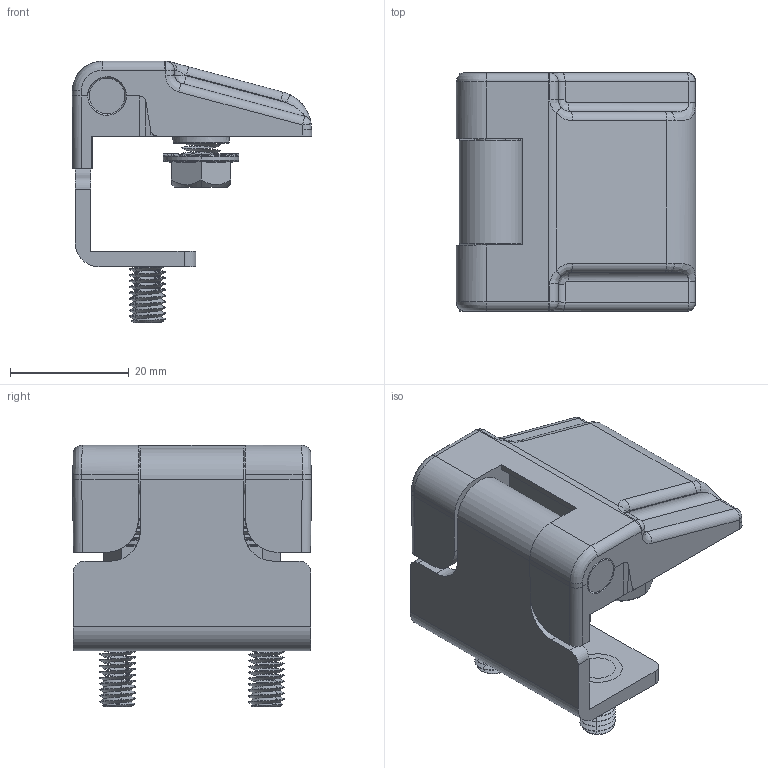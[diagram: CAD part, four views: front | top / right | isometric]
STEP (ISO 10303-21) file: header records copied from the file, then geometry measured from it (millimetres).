
FILE_DESCRIPTION (( 'STEP AP203' ), '1' );
FILE_NAME ('MK21.5.V1.22.STEP', '2022-06-14T04:25:48', ( '' ), ( '' ), 'SwSTEP 2.0', 'SolidWorks 2021', '' );
FILE_SCHEMA (( 'CONFIG_CONTROL_DESIGN' ));
Length unit declared in the file: millimetre
Products named in the file (1): MK21.5.V1.22
Bounding box: 40.26 x 40.2 x 43.96 mm (x, y, z)
Surface area: 12585.9 mm2 (no closed solid volume)
Topology: 0 solids, 54 shells, 549 faces, 1581 edges, 1047 vertices
Faces by surface type: plane 198, cylinder 165, bspline 144, cone 24, torus 12, sphere 6
Entity records: 43021 total; most frequent: CARTESIAN_POINT 30745, ORIENTED_EDGE 2622, DIRECTION 2042, EDGE_CURVE 1578, VERTEX_POINT 1046, LINE 698, VECTOR 698, AXIS2_PLACEMENT_3D 672
